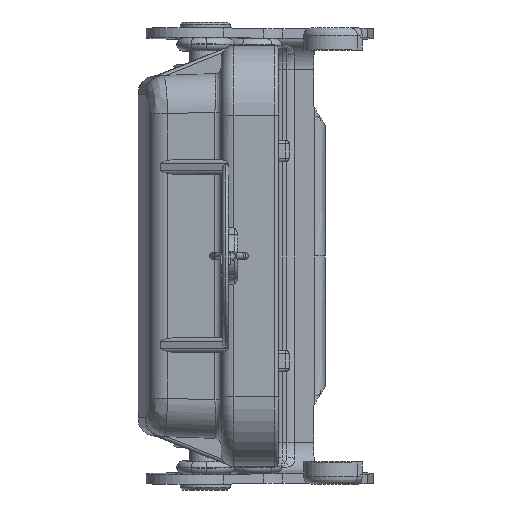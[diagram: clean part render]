
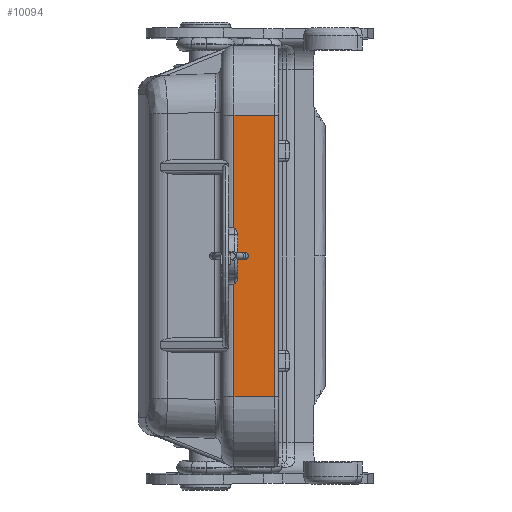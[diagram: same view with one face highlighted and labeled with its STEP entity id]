
A CAD part, left-side view. The second image highlights one B-rep face of the part: STEP entity #10094.
In plain terms, the highlighted planar face has unit normal (-1, 0, 0).
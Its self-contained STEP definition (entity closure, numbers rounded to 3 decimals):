
#990=FACE_OUTER_BOUND('',#11731,.T.);
#1966=B_SPLINE_CURVE_WITH_KNOTS('',3,(#48294,#48295,#48296,#48297,#48298,
#48299,#48300),.UNSPECIFIED.,.F.,.F.,(4,3,4),(0.,0.055,1.),
 .UNSPECIFIED.);
#1967=B_SPLINE_CURVE_WITH_KNOTS('',3,(#48302,#48303,#48304,#48305,#48306,
#48307,#48308,#48309,#48310,#48311),.UNSPECIFIED.,.F.,.F.,(4,3,3,4),(0.,
0.226,0.734,1.),.UNSPECIFIED.);
#1968=B_SPLINE_CURVE_WITH_KNOTS('',3,(#48315,#48316,#48317,#48318,#48319,
#48320,#48321,#48322,#48323,#48324),.UNSPECIFIED.,.F.,.F.,(4,3,3,4),(0.,
0.304,0.824,1.),.UNSPECIFIED.);
#1969=B_SPLINE_CURVE_WITH_KNOTS('',3,(#48326,#48327,#48328,#48329,#48330,
#48331,#48332),.UNSPECIFIED.,.F.,.F.,(4,3,4),(0.,0.945,1.),
 .UNSPECIFIED.);
#10094=ADVANCED_FACE('',(#990),#11081,.F.);
#11081=PLANE('',#36395);
#11731=EDGE_LOOP('',(#18014,#18015,#18016,#18017,#18018,#18019,#18020,#18021,
#18022,#18023));
#12997=LINE('',#48285,#15378);
#12998=LINE('',#48288,#15379);
#12999=LINE('',#48290,#15380);
#13000=LINE('',#48292,#15381);
#13001=LINE('',#48313,#15382);
#13002=LINE('',#48334,#15383);
#15378=VECTOR('',#39319,1.);
#15379=VECTOR('',#39320,1.);
#15380=VECTOR('',#39321,1.);
#15381=VECTOR('',#39322,1.);
#15382=VECTOR('',#39323,1.);
#15383=VECTOR('',#39324,1.);
#18014=ORIENTED_EDGE('',*,*,#28102,.F.);
#18015=ORIENTED_EDGE('',*,*,#28103,.T.);
#18016=ORIENTED_EDGE('',*,*,#28104,.F.);
#18017=ORIENTED_EDGE('',*,*,#28105,.T.);
#18018=ORIENTED_EDGE('',*,*,#28106,.T.);
#18019=ORIENTED_EDGE('',*,*,#28107,.T.);
#18020=ORIENTED_EDGE('',*,*,#28108,.T.);
#18021=ORIENTED_EDGE('',*,*,#28109,.T.);
#18022=ORIENTED_EDGE('',*,*,#28110,.T.);
#18023=ORIENTED_EDGE('',*,*,#28111,.T.);
#23066=VERTEX_POINT('',#48286);
#23067=VERTEX_POINT('',#48287);
#23068=VERTEX_POINT('',#48289);
#23069=VERTEX_POINT('',#48291);
#23070=VERTEX_POINT('',#48293);
#23071=VERTEX_POINT('',#48301);
#23072=VERTEX_POINT('',#48312);
#23073=VERTEX_POINT('',#48314);
#23074=VERTEX_POINT('',#48325);
#23075=VERTEX_POINT('',#48333);
#28102=EDGE_CURVE('',#23066,#23067,#12997,.T.);
#28103=EDGE_CURVE('',#23066,#23068,#12998,.T.);
#28104=EDGE_CURVE('',#23069,#23068,#12999,.T.);
#28105=EDGE_CURVE('',#23069,#23070,#13000,.T.);
#28106=EDGE_CURVE('',#23070,#23071,#1966,.T.);
#28107=EDGE_CURVE('',#23071,#23072,#1967,.T.);
#28108=EDGE_CURVE('',#23072,#23073,#13001,.T.);
#28109=EDGE_CURVE('',#23073,#23074,#1968,.T.);
#28110=EDGE_CURVE('',#23074,#23075,#1969,.T.);
#28111=EDGE_CURVE('',#23075,#23067,#13002,.T.);
#36395=AXIS2_PLACEMENT_3D('',#48335,#39325,#39326);
#39319=DIRECTION('',(0.,1.,0.));
#39320=DIRECTION('',(0.,0.,1.));
#39321=DIRECTION('',(0.,-1.,0.));
#39322=DIRECTION('',(0.,0.,-1.));
#39323=DIRECTION('',(0.,0.,-1.));
#39324=DIRECTION('',(0.,0.,-1.));
#39325=DIRECTION('',(1.,0.,0.));
#39326=DIRECTION('',(0.,0.,1.));
#48285=CARTESIAN_POINT('',(-24.3,-0.45,-22.05));
#48286=CARTESIAN_POINT('',(-24.3,-4.4,-22.05));
#48287=CARTESIAN_POINT('',(-24.3,2.,-22.05));
#48288=CARTESIAN_POINT('',(-24.3,-4.4,-0.05));
#48289=CARTESIAN_POINT('',(-24.3,-4.4,21.95));
#48290=CARTESIAN_POINT('',(-24.3,-4.9,21.95));
#48291=CARTESIAN_POINT('',(-24.3,2.,21.95));
#48292=CARTESIAN_POINT('',(-24.3,2.,-0.05));
#48293=CARTESIAN_POINT('',(-24.3,2.,4.35));
#48294=CARTESIAN_POINT('',(-24.3,2.,4.35));
#48295=CARTESIAN_POINT('',(-24.3,1.998,4.348));
#48296=CARTESIAN_POINT('',(-24.3,1.995,4.347));
#48297=CARTESIAN_POINT('',(-24.3,1.993,4.345));
#48298=CARTESIAN_POINT('',(-24.3,1.951,4.315));
#48299=CARTESIAN_POINT('',(-24.3,1.909,4.286));
#48300=CARTESIAN_POINT('',(-24.3,1.867,4.256));
#48301=CARTESIAN_POINT('',(-24.3,1.867,4.256));
#48302=CARTESIAN_POINT('',(-24.3,1.867,4.256));
#48303=CARTESIAN_POINT('',(-24.3,1.796,4.206));
#48304=CARTESIAN_POINT('',(-24.3,1.752,4.125));
#48305=CARTESIAN_POINT('',(-24.3,1.704,4.053));
#48306=CARTESIAN_POINT('',(-24.3,1.596,3.892));
#48307=CARTESIAN_POINT('',(-24.3,1.501,3.718));
#48308=CARTESIAN_POINT('',(-24.3,1.446,3.532));
#48309=CARTESIAN_POINT('',(-24.3,1.418,3.434));
#48310=CARTESIAN_POINT('',(-24.3,1.4,3.332));
#48311=CARTESIAN_POINT('',(-24.3,1.4,3.23));
#48312=CARTESIAN_POINT('',(-24.3,1.4,3.23));
#48313=CARTESIAN_POINT('',(-24.3,1.4,-0.05));
#48314=CARTESIAN_POINT('',(-24.3,1.4,-3.33));
#48315=CARTESIAN_POINT('',(-24.3,1.4,-3.33));
#48316=CARTESIAN_POINT('',(-24.3,1.4,-3.446));
#48317=CARTESIAN_POINT('',(-24.3,1.423,-3.563));
#48318=CARTESIAN_POINT('',(-24.3,1.459,-3.673));
#48319=CARTESIAN_POINT('',(-24.3,1.521,-3.862));
#48320=CARTESIAN_POINT('',(-24.3,1.622,-4.039));
#48321=CARTESIAN_POINT('',(-24.3,1.737,-4.201));
#48322=CARTESIAN_POINT('',(-24.3,1.776,-4.256));
#48323=CARTESIAN_POINT('',(-24.3,1.812,-4.317));
#48324=CARTESIAN_POINT('',(-24.3,1.867,-4.356));
#48325=CARTESIAN_POINT('',(-24.3,1.867,-4.356));
#48326=CARTESIAN_POINT('',(-24.3,1.867,-4.356));
#48327=CARTESIAN_POINT('',(-24.3,1.909,-4.386));
#48328=CARTESIAN_POINT('',(-24.3,1.951,-4.415));
#48329=CARTESIAN_POINT('',(-24.3,1.993,-4.445));
#48330=CARTESIAN_POINT('',(-24.3,1.995,-4.447));
#48331=CARTESIAN_POINT('',(-24.3,1.998,-4.448));
#48332=CARTESIAN_POINT('',(-24.3,2.,-4.45));
#48333=CARTESIAN_POINT('',(-24.3,2.,-4.45));
#48334=CARTESIAN_POINT('',(-24.3,2.,-0.05));
#48335=CARTESIAN_POINT('',(-24.3,-4.9,-0.05));
